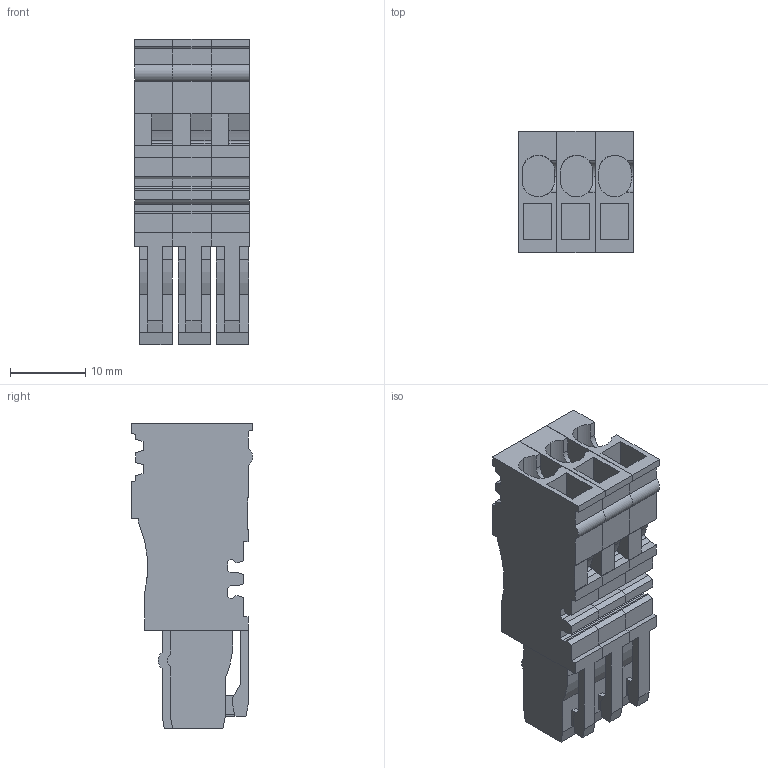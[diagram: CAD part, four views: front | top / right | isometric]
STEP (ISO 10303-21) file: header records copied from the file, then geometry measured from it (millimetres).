
FILE_DESCRIPTION(('CATIA V5R22 STEP214','CAx-IF Rec.Pracs.--- Model Styling and Organization---1.4--- 2014-01-23'),'2;1');
FILE_NAME ('024283-2_0', '2021-06-07T13:09:56+00:00', ('Weidmueller Interface'), ('Weidmueller'), 'CATIA Version 5-6 Release 2016 SP3 HF44', 'CATIA V5 STEP AP214', 'none');
FILE_SCHEMA(('AUTOMOTIVE_DESIGN { 1 0 10303 214 1 1 1 1 }'));
Length unit declared in the file: millimetre
Products named in the file (1): 1867100000
Bounding box: 15.3 x 16.15 x 40.75 mm (x, y, z)
Volume: 5440.9 mm3; surface area: 6676.7 mm2
Topology: 3 solids, 3 shells, 440 faces, 1287 edges, 862 vertices
Faces by surface type: plane 381, cylinder 59
Entity records: 14010 total; most frequent: CARTESIAN_POINT 2627, ORIENTED_EDGE 2574, DIRECTION 1912, EDGE_CURVE 1287, VECTOR 1148, LINE 1148, VERTEX_POINT 862, EDGE_LOOP 455
